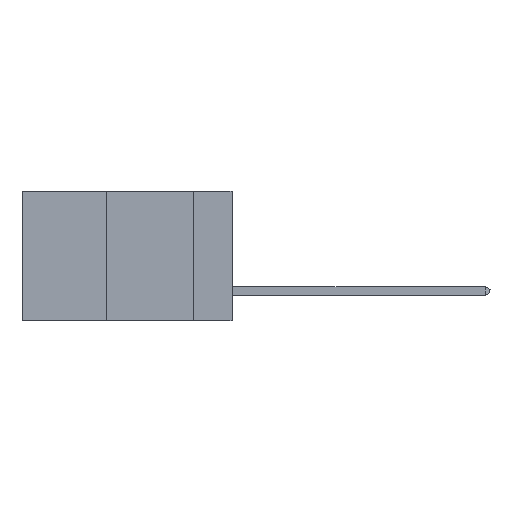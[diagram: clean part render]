
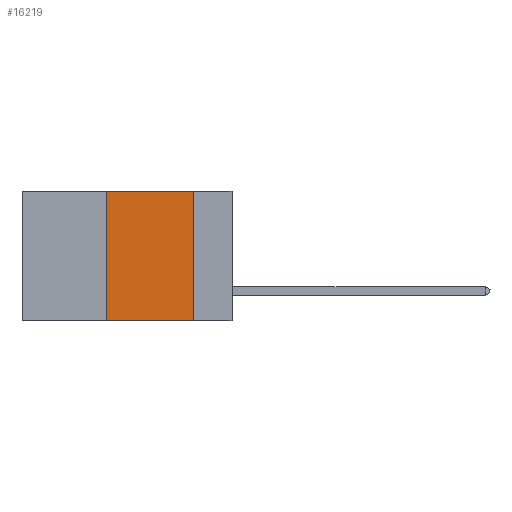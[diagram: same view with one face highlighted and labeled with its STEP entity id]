
A CAD part, left-side view. The second image highlights one B-rep face of the part: STEP entity #16219.
In plain terms, the highlighted planar face has unit normal (-1, 0, 0).
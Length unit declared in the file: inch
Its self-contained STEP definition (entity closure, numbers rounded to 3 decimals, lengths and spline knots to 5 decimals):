
#33 = DIRECTION ( 'NONE',  ( 0., 0., -1. ) ) ;
#1492 = EDGE_CURVE ( 'NONE', #6746, #22839, #10878, .T. ) ;
#1859 = PLANE ( 'NONE',  #7352 ) ;
#2827 = FACE_OUTER_BOUND ( 'NONE', #19904, .T. ) ;
#3320 = EDGE_CURVE ( 'NONE', #13354, #6746, #9545, .T. ) ;
#5732 = ORIENTED_EDGE ( 'NONE', *, *, #1492, .F. ) ;
#5812 = CARTESIAN_POINT ( 'NONE',  ( 0., 0.36, 0. ) ) ;
#6643 = VECTOR ( 'NONE', #33, 39.37008 ) ;
#6746 = VERTEX_POINT ( 'NONE', #12827 ) ;
#7352 = AXIS2_PLACEMENT_3D ( 'NONE', #15053, #24573, #14962 ) ;
#7674 = VERTEX_POINT ( 'NONE', #7967 ) ;
#7967 = CARTESIAN_POINT ( 'NONE',  ( 0., 0.36, -0.37 ) ) ;
#8090 = EDGE_CURVE ( 'NONE', #7674, #22839, #10866, .T. ) ;
#8448 = DIRECTION ( 'NONE',  ( 0., 0., 1. ) ) ;
#9545 = LINE ( 'NONE', #10817, #11963 ) ;
#10475 = CARTESIAN_POINT ( 'NONE',  ( 0., 0.36, 0. ) ) ;
#10817 = CARTESIAN_POINT ( 'NONE',  ( 0., 0.6, 0. ) ) ;
#10866 = LINE ( 'NONE', #19119, #23997 ) ;
#10878 = LINE ( 'NONE', #21038, #6643 ) ;
#11000 = ORIENTED_EDGE ( 'NONE', *, *, #3320, .F. ) ;
#11963 = VECTOR ( 'NONE', #15035, 39.37008 ) ;
#12827 = CARTESIAN_POINT ( 'NONE',  ( 0., 0.11, 0. ) ) ;
#13320 = LINE ( 'NONE', #10475, #15735 ) ;
#13354 = VERTEX_POINT ( 'NONE', #5812 ) ;
#14962 = DIRECTION ( 'NONE',  ( 0., 0., -1. ) ) ;
#15035 = DIRECTION ( 'NONE',  ( 0., -1., 0. ) ) ;
#15053 = CARTESIAN_POINT ( 'NONE',  ( 0., 0.6, 0. ) ) ;
#15735 = VECTOR ( 'NONE', #8448, 39.37008 ) ;
#16219 = ADVANCED_FACE ( 'NONE', ( #2827 ), #1859, .F. ) ;
#16495 = EDGE_CURVE ( 'NONE', #7674, #13354, #13320, .T. ) ;
#18418 = ORIENTED_EDGE ( 'NONE', *, *, #16495, .F. ) ;
#19119 = CARTESIAN_POINT ( 'NONE',  ( 0., 0.6, -0.37 ) ) ;
#19904 = EDGE_LOOP ( 'NONE', ( #5732, #11000, #18418, #22338 ) ) ;
#19908 = CARTESIAN_POINT ( 'NONE',  ( 0., 0.11, -0.37 ) ) ;
#21038 = CARTESIAN_POINT ( 'NONE',  ( 0., 0.11, 0. ) ) ;
#22338 = ORIENTED_EDGE ( 'NONE', *, *, #8090, .T. ) ;
#22839 = VERTEX_POINT ( 'NONE', #19908 ) ;
#22935 = DIRECTION ( 'NONE',  ( 0., -1., 0. ) ) ;
#23997 = VECTOR ( 'NONE', #22935, 39.37008 ) ;
#24573 = DIRECTION ( 'NONE',  ( 1., 0., 0. ) ) ;
